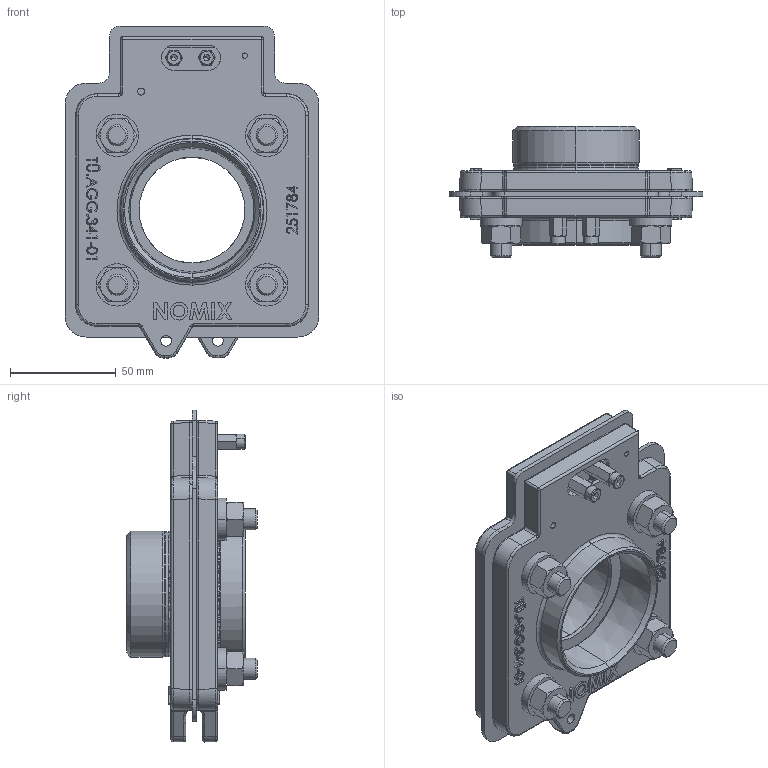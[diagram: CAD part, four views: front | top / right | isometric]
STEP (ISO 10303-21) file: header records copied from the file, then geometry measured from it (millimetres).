
FILE_DESCRIPTION (( 'STEP AP214' ), '1' );
FILE_NAME ('TAG-Adapter 2in_251722.STEP', '2012-09-27T08:38:24', ( 'Admin2' ), ( '' ), 'SwSTEP 2.0', 'SolidWorks 2010', '' );
FILE_SCHEMA (( 'AUTOMOTIVE_DESIGN' ));
Length unit declared in the file: millimetre
Products named in the file (1): TAG-Adapter 2in_251722
Bounding box: 120 x 61.85 x 156.89 mm (x, y, z)
Surface area: 92157.6 mm2 (no closed solid volume)
Topology: 0 solids, 128 shells, 1826 faces, 9199 edges, 7392 vertices
Faces by surface type: plane 1095, bspline 475, cylinder 152, cone 78, torus 16, sphere 10
Entity records: 157227 total; most frequent: CARTESIAN_POINT 74291, ORIENTED_EDGE 12483, EDGE_CURVE 9187, DIRECTION 9108, VERTEX_POINT 7392, VECTOR 5452, LINE 5452, B_SPLINE_CURVE_WITH_KNOTS 3108
